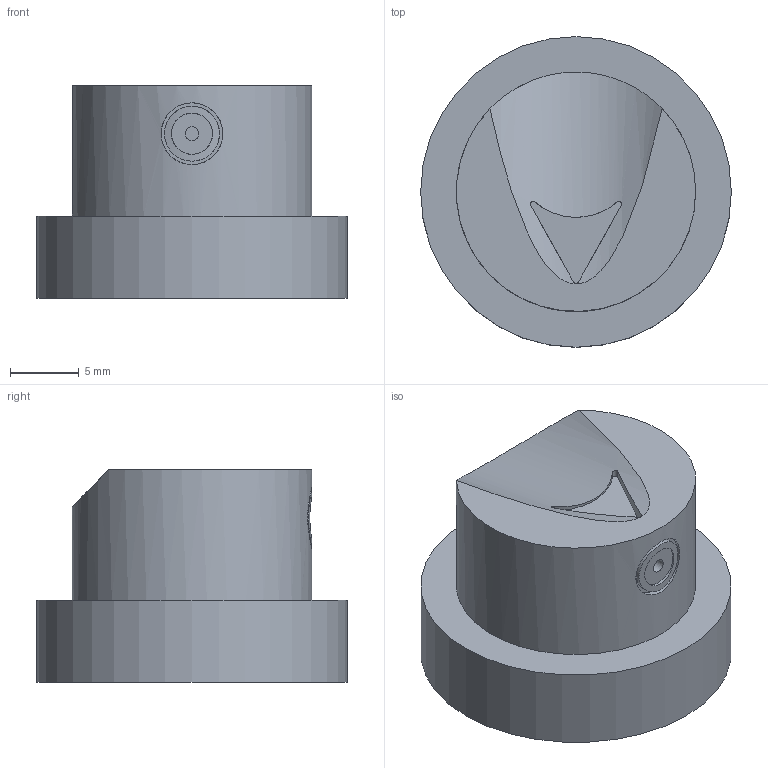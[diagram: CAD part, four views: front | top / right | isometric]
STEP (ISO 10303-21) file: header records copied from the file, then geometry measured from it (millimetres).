
FILE_DESCRIPTION(('FreeCAD Model'),'2;1');
FILE_NAME('Lac-Can-nozzle.step','2018-01-10T20:37:09',('Author'),(''), 'Open CASCADE STEP processor 6.8','FreeCAD','Unknown');
FILE_SCHEMA(('AUTOMOTIVE_DESIGN_CC2 { 1 2 10303 214 -1 1 5 4 }'));
Length unit declared in the file: millimetre
Products named in the file (1): Clone_of_Nozzle
Bounding box: 22.65 x 22.65 x 15.5 mm (x, y, z)
Volume: 1701.6 mm3; surface area: 2742.4 mm2
Topology: 1 solids, 1 shells, 42 faces, 111 edges, 79 vertices
Faces by surface type: cylinder 21, plane 19, torus 1, cone 1
Full cylindrical faces by diameter (mm): 1 x1, 3 x1, 3.85 x1, 4 x1, 4.5 x1, 6.65 x1, 17.45 x1, 20.25 x1, 22.65 x1
Entity records: 8322 total; most frequent: CARTESIAN_POINT 6004, DIRECTION 309, ORIENTED_EDGE 222, PCURVE 222, DEFINITIONAL_REPRESENTATION 222, LINE 136, VECTOR 136, B_SPLINE_CURVE_WITH_KNOTS 130
